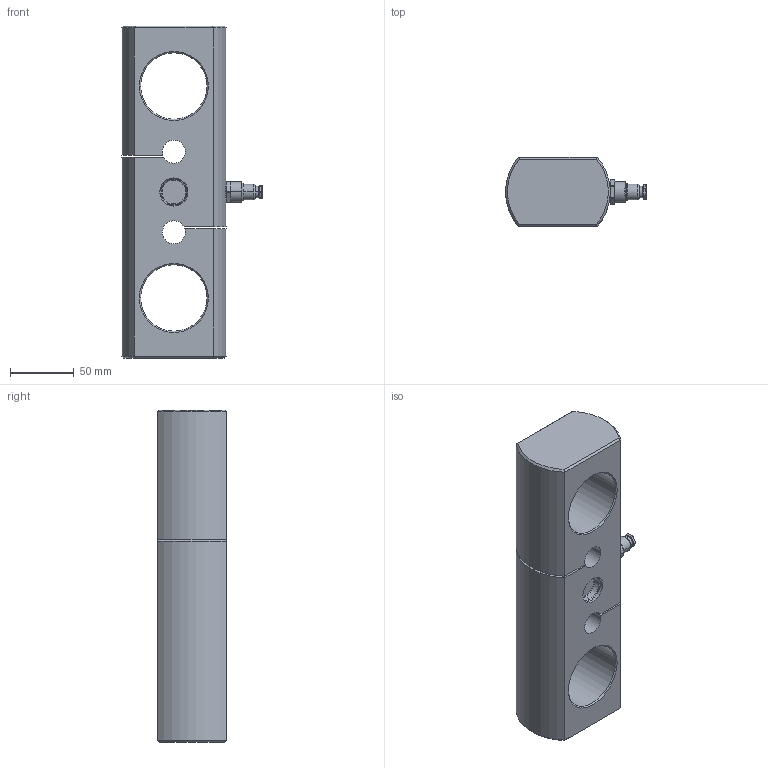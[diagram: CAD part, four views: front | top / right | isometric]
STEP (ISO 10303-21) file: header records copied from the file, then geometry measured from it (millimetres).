
FILE_DESCRIPTION(('STEP AP214'),'1');
FILE_NAME('TAL 20000 kg.stp','2018-01-12T15:10:28',(' '),(' '),'Spatial InterOp 3D',' ',' ');
FILE_SCHEMA(('AUTOMOTIVE_DESIGN { 1 0 10303 214 1 1 1 1 }'));
Length unit declared in the file: metre
Products named in the file (3): TAL 20000 kg; corpo; pressacavo ¼ GAS
Assembly tree (2 placements, depth 2):
  TAL 20000 kg
    corpo
    pressacavo ¼ GAS
Bounding box: 110.12 x 54 x 260 mm (x, y, z)
Volume: 796217.7 mm3; surface area: 93399.3 mm2
Topology: 2 solids, 2 shells, 133 faces, 304 edges, 184 vertices
Faces by surface type: cylinder 54, plane 35, cone 22, torus 20, bspline 2
Entity records: 5076 total; most frequent: CARTESIAN_POINT 808, DIRECTION 732, ORIENTED_EDGE 608, EDGE_CURVE 304, AXIS2_PLACEMENT_3D 300, VERTEX_POINT 184, CIRCLE 166, EDGE_LOOP 146
